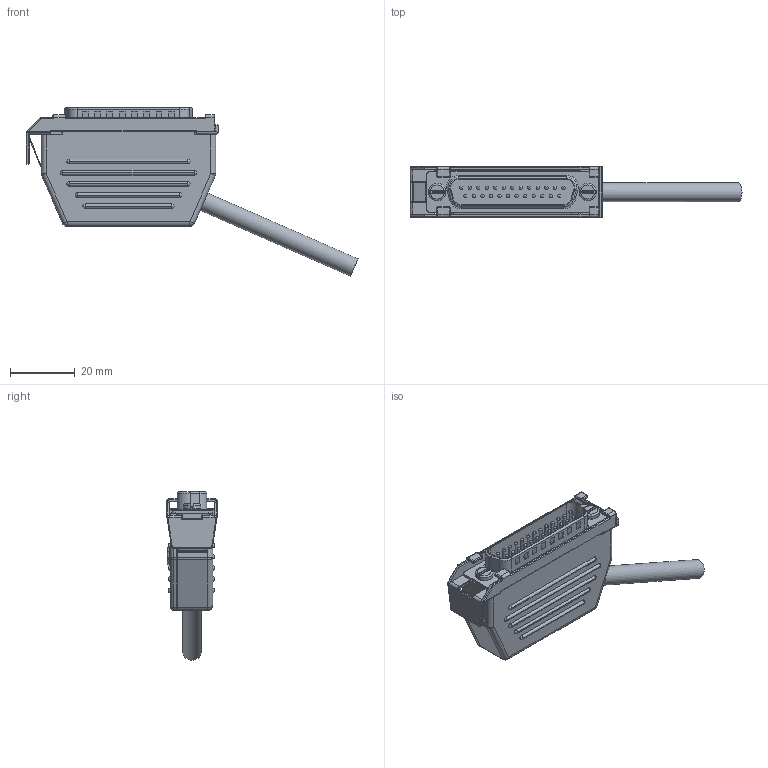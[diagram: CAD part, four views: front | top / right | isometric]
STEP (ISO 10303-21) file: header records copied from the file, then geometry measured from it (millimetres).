
FILE_DESCRIPTION(/* description */ (''),/* implementation_level */ '2;1');
FILE_NAME(/* name */ 'CK-C3.stp',/* time_stamp */ '2020-05-01T10:46:19-04:00',/* author */ ('lcup'),/* organization */ (''),/* preprocessor_version */ 'ST-DEVELOPER v18',/* originating_system */ 'Autodesk Inventor 2020',/* authorisation */ '');
FILE_SCHEMA (('AUTOMOTIVE_DESIGN { 1 0 10303 214 3 1 1 }'));
Length unit declared in the file: inch
Products named in the file (13): CF-C3; CBP10016; CBA10046; MSP10381; CBP10407; CBP10046; CBP10046, Flat Piece 2; CBP10046, Flat Piece; CBP10046, SCREW2; CBP10046, SCREW3; CBP10046, BLOCK-OFF; CBP10047; CBP10047, SPRING
Assembly tree (15 placements, depth 4):
  CF-C3
    CBP10016
    CBA10046
      MSP10381
    CBP10407
      CBP10046
        CBP10046, Flat Piece 2
        CBP10046, Flat Piece
        CBP10046, BLOCK-OFF  x2
        CBP10046, SCREW2  x2
        CBP10046, SCREW3  x2
      CBP10047
      CBP10047, SPRING
Bounding box: 102.77 x 15.62 x 52.09 mm (x, y, z)
Volume: 13510.3 mm3; surface area: 18418.3 mm2
Topology: 12 solids, 12 shells, 1401 faces, 3399 edges, 1927 vertices
Faces by surface type: cylinder 582, plane 397, sphere 144, torus 143, bspline 106, cone 29
Full cylindrical faces by diameter (mm): 1.016 x50, 1.524 x25, 1.918 x2, 2.032 x2, 2.057 x4, 2.159 x2, 2.286 x1, 2.54 x3, 2.616 x2, 2.845 x2, 3.01 x2, 4.064 x2, 4.826 x1, 5.372 x2, 5.842 x1
Entity records: 41071 total; most frequent: CARTESIAN_POINT 11106, DIRECTION 6516, ORIENTED_EDGE 5834, EDGE_CURVE 2917, AXIS2_PLACEMENT_3D 2565, VERTEX_POINT 1766, LINE 1386, VECTOR 1386
